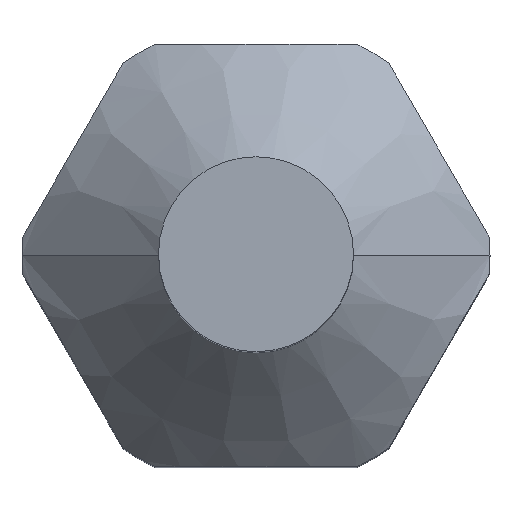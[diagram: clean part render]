
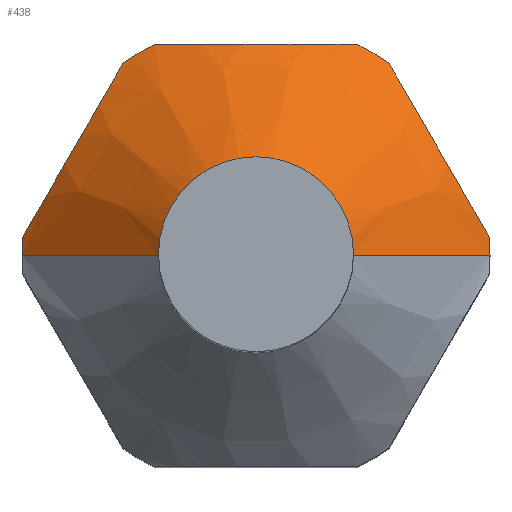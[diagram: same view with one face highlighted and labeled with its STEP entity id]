
A CAD part, top view. The second image highlights one B-rep face of the part: STEP entity #438.
In plain terms, the highlighted conical face has half-angle 45 degrees and reference radius 5.1 mm.
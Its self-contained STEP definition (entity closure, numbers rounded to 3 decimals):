
#260=VERTEX_POINT('',#653);
#266=VERTEX_POINT('',#661);
#270=EDGE_CURVE('',#266,#404,#666,.T.);
#324=VERTEX_POINT('',#726);
#326=EDGE_CURVE('',#500,#482,#728,.T.);
#372=EDGE_CURVE('',#400,#482,#778,.T.);
#392=EDGE_CURVE('',#500,#260,#799,.T.);
#394=EDGE_CURVE('',#498,#510,#801,.T.);
#400=VERTEX_POINT('',#807);
#402=EDGE_CURVE('',#554,#324,#809,.T.);
#404=VERTEX_POINT('',#811);
#438=ADVANCED_FACE('',(#846),#847,.T.);
#464=EDGE_CURVE('',#498,#260,#875,.T.);
#482=VERTEX_POINT('',#895);
#484=EDGE_CURVE('',#266,#510,#897,.T.);
#498=VERTEX_POINT('',#913);
#500=VERTEX_POINT('',#915);
#510=VERTEX_POINT('',#925);
#528=EDGE_CURVE('',#400,#324,#944,.T.);
#536=EDGE_CURVE('',#404,#554,#953,.T.);
#554=VERTEX_POINT('',#974);
#653=CARTESIAN_POINT('',(3.097,6.5,17.8));
#661=CARTESIAN_POINT('',(7.2,0.,17.8));
#666=LINE('',#1121,#1122);
#726=CARTESIAN_POINT('',(-7.2,0.,17.8));
#728=CIRCLE('',#1229,7.2);
#778=(B_SPLINE_CURVE(2,(#1300,#1301,#1302),.UNSPECIFIED.,.F.,.F.)B_SPLINE_CURVE_WITH_KNOTS((3,3),(0.0,6.35),.UNSPECIFIED.)RATIONAL_B_SPLINE_CURVE((1.0,1.108,1.0))BOUNDED_CURVE()REPRESENTATION_ITEM('')GEOMETRIC_REPRESENTATION_ITEM()CURVE());
#799=(B_SPLINE_CURVE(2,(#1355,#1356,#1357),.UNSPECIFIED.,.F.,.F.)B_SPLINE_CURVE_WITH_KNOTS((3,3),(0.0,6.35),.UNSPECIFIED.)RATIONAL_B_SPLINE_CURVE((1.0,1.108,1.0))BOUNDED_CURVE()REPRESENTATION_ITEM('')GEOMETRIC_REPRESENTATION_ITEM()CURVE());
#801=(B_SPLINE_CURVE(2,(#1367,#1368,#1369),.UNSPECIFIED.,.F.,.F.)B_SPLINE_CURVE_WITH_KNOTS((3,3),(0.0,6.35),.UNSPECIFIED.)RATIONAL_B_SPLINE_CURVE((1.0,1.108,1.0))BOUNDED_CURVE()REPRESENTATION_ITEM('')GEOMETRIC_REPRESENTATION_ITEM()CURVE());
#807=CARTESIAN_POINT('',(-7.178,0.568,17.8));
#809=LINE('',#1396,#1397);
#811=CARTESIAN_POINT('',(3.0,0.,22.0));
#846=FACE_OUTER_BOUND('',#1452,.T.);
#847=CONICAL_SURFACE('',#1453,5.1,0.785);
#875=CIRCLE('',#1506,7.2);
#895=CARTESIAN_POINT('',(-4.081,5.932,17.8));
#897=CIRCLE('',#1529,7.2);
#913=CARTESIAN_POINT('',(4.081,5.932,17.8));
#915=CARTESIAN_POINT('',(-3.097,6.5,17.8));
#925=CARTESIAN_POINT('',(7.178,0.568,17.8));
#944=CIRCLE('',#1615,7.2);
#953=CIRCLE('',#1635,3.0);
#974=CARTESIAN_POINT('',(-3.0,0.,22.0));
#1121=CARTESIAN_POINT('',(5.1,0.,19.9));
#1122=VECTOR('',#1808,1.0);
#1229=AXIS2_PLACEMENT_3D('',#1889,#1890,#1891);
#1300=CARTESIAN_POINT('',(-7.178,0.568,17.8));
#1301=CARTESIAN_POINT('',(-5.629,3.25,19.132));
#1302=CARTESIAN_POINT('',(-4.081,5.932,17.8));
#1355=CARTESIAN_POINT('',(-3.097,6.5,17.8));
#1356=CARTESIAN_POINT('',(0.,6.5,19.132));
#1357=CARTESIAN_POINT('',(3.097,6.5,17.8));
#1367=CARTESIAN_POINT('',(4.081,5.932,17.8));
#1368=CARTESIAN_POINT('',(5.629,3.25,19.132));
#1369=CARTESIAN_POINT('',(7.178,0.568,17.8));
#1396=CARTESIAN_POINT('',(-5.1,0.,19.9));
#1397=VECTOR('',#1962,1.0);
#1452=EDGE_LOOP('',(#1991,#1992,#1993,#1994,#1995,#1996,#1997,#1998,#1999,#2000));
#1453=AXIS2_PLACEMENT_3D('',#2001,#2002,#2003);
#1506=AXIS2_PLACEMENT_3D('',#2032,#2033,#2034);
#1529=AXIS2_PLACEMENT_3D('',#2052,#2053,#2054);
#1615=AXIS2_PLACEMENT_3D('',#2093,#2094,#2095);
#1635=AXIS2_PLACEMENT_3D('',#2104,#2105,#2106);
#1808=DIRECTION('',(-0.707,0.,0.707));
#1889=CARTESIAN_POINT('',(0.,0.,17.8));
#1890=DIRECTION('',(0.,0.,1.0));
#1891=DIRECTION('',(-1.0,0.,0.0));
#1962=DIRECTION('',(-0.707,0.,-0.707));
#1991=ORIENTED_EDGE('',*,*,#402,.F.);
#1992=ORIENTED_EDGE('',*,*,#536,.F.);
#1993=ORIENTED_EDGE('',*,*,#270,.F.);
#1994=ORIENTED_EDGE('',*,*,#484,.T.);
#1995=ORIENTED_EDGE('',*,*,#394,.F.);
#1996=ORIENTED_EDGE('',*,*,#464,.T.);
#1997=ORIENTED_EDGE('',*,*,#392,.F.);
#1998=ORIENTED_EDGE('',*,*,#326,.T.);
#1999=ORIENTED_EDGE('',*,*,#372,.F.);
#2000=ORIENTED_EDGE('',*,*,#528,.T.);
#2001=CARTESIAN_POINT('',(0.,0.,19.9));
#2002=DIRECTION('',(0.,0.,-1.0));
#2003=DIRECTION('',(-1.0,0.,0.0));
#2032=CARTESIAN_POINT('',(0.,0.,17.8));
#2033=DIRECTION('',(0.,0.,1.0));
#2034=DIRECTION('',(-1.0,0.,0.0));
#2052=CARTESIAN_POINT('',(0.,0.,17.8));
#2053=DIRECTION('',(0.,0.,1.0));
#2054=DIRECTION('',(-1.0,0.,0.0));
#2093=CARTESIAN_POINT('',(0.,0.,17.8));
#2094=DIRECTION('',(0.,0.,1.0));
#2095=DIRECTION('',(-1.0,0.,0.0));
#2104=CARTESIAN_POINT('',(0.,0.,22.0));
#2105=DIRECTION('',(0.,0.,1.0));
#2106=DIRECTION('',(-1.0,0.,0.0));
